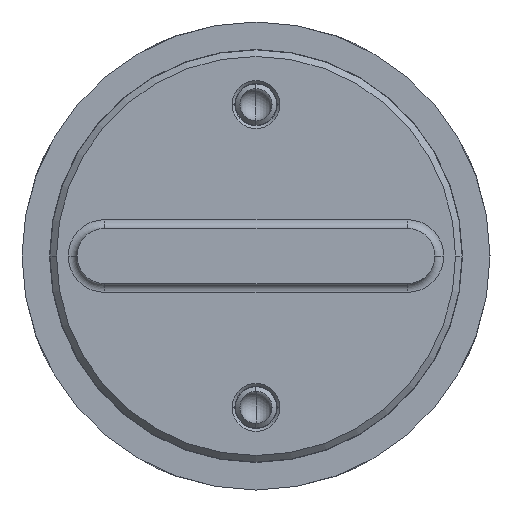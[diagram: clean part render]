
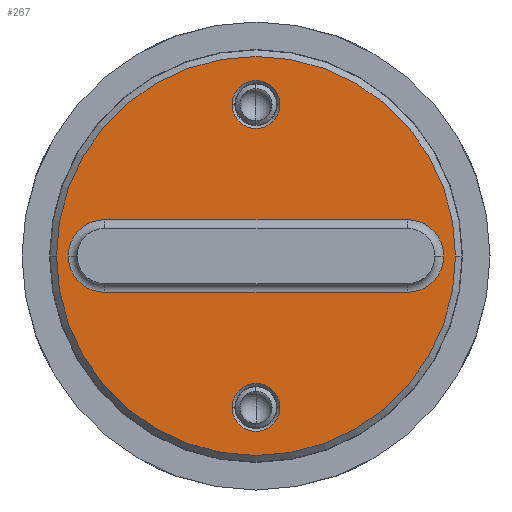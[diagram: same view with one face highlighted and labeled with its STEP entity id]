
A CAD part, left-side view. The second image highlights one B-rep face of the part: STEP entity #267.
In plain terms, the highlighted planar face has unit normal (-1, 0, 0).
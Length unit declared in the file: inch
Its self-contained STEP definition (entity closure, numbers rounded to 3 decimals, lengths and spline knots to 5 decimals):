
#267 = ADVANCED_FACE ( 'NONE', ( #14111, #14291, #2427, #9850 ), #6693, .F. ) ;
#495 = EDGE_CURVE ( 'NONE', #8077, #5694, #13380, .T. ) ;
#747 = CIRCLE ( 'NONE', #17100, 0.10875 ) ;
#1057 = EDGE_CURVE ( 'NONE', #18520, #12563, #6106, .T. ) ;
#1063 = ORIENTED_EDGE ( 'NONE', *, *, #1203, .T. ) ;
#1082 = CIRCLE ( 'NONE', #8667, 0.906 ) ;
#1097 = DIRECTION ( 'NONE',  ( 0., 0., -1. ) ) ;
#1203 = EDGE_CURVE ( 'NONE', #9921, #13403, #15906, .T. ) ;
#1406 = EDGE_CURVE ( 'NONE', #5694, #8077, #9490, .T. ) ;
#1485 = LINE ( 'NONE', #7464, #16173 ) ;
#1654 = EDGE_LOOP ( 'NONE', ( #3078, #17869, #1063, #17362, #13692, #17298 ) ) ;
#1709 = AXIS2_PLACEMENT_3D ( 'NONE', #3002, #7653, #17612 ) ;
#1771 = CARTESIAN_POINT ( 'NONE',  ( -0.438, 0., -0.8525 ) ) ;
#2004 = DIRECTION ( 'NONE',  ( -1., 0., 0. ) ) ;
#2405 = ORIENTED_EDGE ( 'NONE', *, *, #14681, .T. ) ;
#2427 = FACE_BOUND ( 'NONE', #12038, .T. ) ;
#2764 = AXIS2_PLACEMENT_3D ( 'NONE', #7257, #5716, #10228 ) ;
#2765 = VERTEX_POINT ( 'NONE', #9304 ) ;
#3002 = CARTESIAN_POINT ( 'NONE',  ( -0.438, 0., -0.6875 ) ) ;
#3078 = ORIENTED_EDGE ( 'NONE', *, *, #6996, .T. ) ;
#3079 = AXIS2_PLACEMENT_3D ( 'NONE', #10330, #4421, #7537 ) ;
#3124 = CIRCLE ( 'NONE', #11334, 0.165 ) ;
#3849 = VERTEX_POINT ( 'NONE', #17800 ) ;
#3900 = ORIENTED_EDGE ( 'NONE', *, *, #5484, .F. ) ;
#3984 = DIRECTION ( 'NONE',  ( -1., 0., 0. ) ) ;
#4017 = AXIS2_PLACEMENT_3D ( 'NONE', #13517, #16447, #10864 ) ;
#4077 = CARTESIAN_POINT ( 'NONE',  ( -0.438, -0.6875, 0.10875 ) ) ;
#4289 = CARTESIAN_POINT ( 'NONE',  ( -0.438, -0.6875, 0. ) ) ;
#4332 = DIRECTION ( 'NONE',  ( 0., 0., -1. ) ) ;
#4421 = DIRECTION ( 'NONE',  ( -1., 0., 0. ) ) ;
#4429 = ORIENTED_EDGE ( 'NONE', *, *, #1406, .F. ) ;
#4432 = CIRCLE ( 'NONE', #10512, 0.165 ) ;
#4577 = DIRECTION ( 'NONE',  ( 0., 0., 1. ) ) ;
#5225 = CARTESIAN_POINT ( 'NONE',  ( -0.438, 0., -0.6875 ) ) ;
#5271 = CARTESIAN_POINT ( 'NONE',  ( -0.438, 0., 0. ) ) ;
#5484 = EDGE_CURVE ( 'NONE', #12563, #18520, #747, .T. ) ;
#5503 = VECTOR ( 'NONE', #6487, 39.37008 ) ;
#5691 = EDGE_CURVE ( 'NONE', #15181, #12428, #8653, .T. ) ;
#5694 = VERTEX_POINT ( 'NONE', #4077 ) ;
#5716 = DIRECTION ( 'NONE',  ( 1., 0., 0. ) ) ;
#6106 = CIRCLE ( 'NONE', #3079, 0.10875 ) ;
#6365 = CARTESIAN_POINT ( 'NONE',  ( -0.438, 0.6875, 0. ) ) ;
#6462 = DIRECTION ( 'NONE',  ( 1., 0., 0. ) ) ;
#6487 = DIRECTION ( 'NONE',  ( 0., 0., 1. ) ) ;
#6638 = EDGE_CURVE ( 'NONE', #6960, #9921, #4432, .T. ) ;
#6693 = PLANE ( 'NONE',  #18072 ) ;
#6960 = VERTEX_POINT ( 'NONE', #1771 ) ;
#6996 = EDGE_CURVE ( 'NONE', #12050, #6960, #9920, .T. ) ;
#7179 = DIRECTION ( 'NONE',  ( 0., 0., -1. ) ) ;
#7257 = CARTESIAN_POINT ( 'NONE',  ( -0.438, 0., 0.6875 ) ) ;
#7464 = CARTESIAN_POINT ( 'NONE',  ( -0.438, -0.165, 0. ) ) ;
#7537 = DIRECTION ( 'NONE',  ( 0., 0., 1. ) ) ;
#7653 = DIRECTION ( 'NONE',  ( 1., 0., 0. ) ) ;
#8047 = DIRECTION ( 'NONE',  ( 0., 0., -1. ) ) ;
#8077 = VERTEX_POINT ( 'NONE', #17016 ) ;
#8184 = DIRECTION ( 'NONE',  ( 0., 0., -1. ) ) ;
#8241 = DIRECTION ( 'NONE',  ( -1., 0., 0. ) ) ;
#8653 = CIRCLE ( 'NONE', #11383, 0.906 ) ;
#8667 = AXIS2_PLACEMENT_3D ( 'NONE', #13947, #8241, #8047 ) ;
#9304 = CARTESIAN_POINT ( 'NONE',  ( -0.438, 0., 0.8525 ) ) ;
#9490 = CIRCLE ( 'NONE', #4017, 0.10875 ) ;
#9850 = FACE_OUTER_BOUND ( 'NONE', #12631, .T. ) ;
#9920 = CIRCLE ( 'NONE', #1709, 0.165 ) ;
#9921 = VERTEX_POINT ( 'NONE', #12401 ) ;
#10175 = CARTESIAN_POINT ( 'NONE',  ( -0.438, 0.6875, -0.10875 ) ) ;
#10228 = DIRECTION ( 'NONE',  ( 0., 0., -1. ) ) ;
#10330 = CARTESIAN_POINT ( 'NONE',  ( -0.438, 0.6875, 0. ) ) ;
#10512 = AXIS2_PLACEMENT_3D ( 'NONE', #5225, #6462, #8184 ) ;
#10864 = DIRECTION ( 'NONE',  ( 0., 0., 1. ) ) ;
#11080 = DIRECTION ( 'NONE',  ( 1., 0., 0. ) ) ;
#11270 = AXIS2_PLACEMENT_3D ( 'NONE', #4289, #14363, #17373 ) ;
#11297 = CARTESIAN_POINT ( 'NONE',  ( -0.438, -0.165, -0.6875 ) ) ;
#11334 = AXIS2_PLACEMENT_3D ( 'NONE', #15825, #17315, #4332 ) ;
#11383 = AXIS2_PLACEMENT_3D ( 'NONE', #11397, #3984, #12929 ) ;
#11397 = CARTESIAN_POINT ( 'NONE',  ( -0.438, 0., 0. ) ) ;
#11649 = CARTESIAN_POINT ( 'NONE',  ( -0.438, 0., 0.906 ) ) ;
#12038 = EDGE_LOOP ( 'NONE', ( #4429, #16105 ) ) ;
#12050 = VERTEX_POINT ( 'NONE', #11297 ) ;
#12401 = CARTESIAN_POINT ( 'NONE',  ( -0.438, 0.165, -0.6875 ) ) ;
#12428 = VERTEX_POINT ( 'NONE', #13620 ) ;
#12563 = VERTEX_POINT ( 'NONE', #10175 ) ;
#12631 = EDGE_LOOP ( 'NONE', ( #2405, #18131 ) ) ;
#12929 = DIRECTION ( 'NONE',  ( 0., 0., -1. ) ) ;
#13380 = CIRCLE ( 'NONE', #11270, 0.10875 ) ;
#13403 = VERTEX_POINT ( 'NONE', #16521 ) ;
#13517 = CARTESIAN_POINT ( 'NONE',  ( -0.438, -0.6875, 0. ) ) ;
#13620 = CARTESIAN_POINT ( 'NONE',  ( -0.438, 0., -0.906 ) ) ;
#13692 = ORIENTED_EDGE ( 'NONE', *, *, #16067, .T. ) ;
#13817 = CARTESIAN_POINT ( 'NONE',  ( -0.438, 0.165, 0.6875 ) ) ;
#13947 = CARTESIAN_POINT ( 'NONE',  ( -0.438, 0., 0. ) ) ;
#14111 = FACE_BOUND ( 'NONE', #1654, .T. ) ;
#14291 = FACE_BOUND ( 'NONE', #18230, .T. ) ;
#14332 = ORIENTED_EDGE ( 'NONE', *, *, #1057, .F. ) ;
#14363 = DIRECTION ( 'NONE',  ( -1., 0., 0. ) ) ;
#14681 = EDGE_CURVE ( 'NONE', #12428, #15181, #1082, .T. ) ;
#15181 = VERTEX_POINT ( 'NONE', #11649 ) ;
#15225 = CIRCLE ( 'NONE', #2764, 0.165 ) ;
#15825 = CARTESIAN_POINT ( 'NONE',  ( -0.438, 0., 0.6875 ) ) ;
#15906 = LINE ( 'NONE', #13817, #5503 ) ;
#16040 = EDGE_CURVE ( 'NONE', #3849, #12050, #1485, .T. ) ;
#16067 = EDGE_CURVE ( 'NONE', #2765, #3849, #3124, .T. ) ;
#16105 = ORIENTED_EDGE ( 'NONE', *, *, #495, .F. ) ;
#16173 = VECTOR ( 'NONE', #7179, 39.37008 ) ;
#16447 = DIRECTION ( 'NONE',  ( -1., 0., 0. ) ) ;
#16521 = CARTESIAN_POINT ( 'NONE',  ( -0.438, 0.165, 0.6875 ) ) ;
#16574 = CARTESIAN_POINT ( 'NONE',  ( -0.438, 0.6875, 0.10875 ) ) ;
#17016 = CARTESIAN_POINT ( 'NONE',  ( -0.438, -0.6875, -0.10875 ) ) ;
#17100 = AXIS2_PLACEMENT_3D ( 'NONE', #6365, #2004, #4577 ) ;
#17168 = EDGE_CURVE ( 'NONE', #13403, #2765, #15225, .T. ) ;
#17298 = ORIENTED_EDGE ( 'NONE', *, *, #16040, .T. ) ;
#17315 = DIRECTION ( 'NONE',  ( 1., 0., 0. ) ) ;
#17362 = ORIENTED_EDGE ( 'NONE', *, *, #17168, .T. ) ;
#17373 = DIRECTION ( 'NONE',  ( 0., 0., 1. ) ) ;
#17612 = DIRECTION ( 'NONE',  ( 0., 0., -1. ) ) ;
#17800 = CARTESIAN_POINT ( 'NONE',  ( -0.438, -0.165, 0.6875 ) ) ;
#17869 = ORIENTED_EDGE ( 'NONE', *, *, #6638, .T. ) ;
#18072 = AXIS2_PLACEMENT_3D ( 'NONE', #5271, #11080, #1097 ) ;
#18131 = ORIENTED_EDGE ( 'NONE', *, *, #5691, .T. ) ;
#18230 = EDGE_LOOP ( 'NONE', ( #14332, #3900 ) ) ;
#18520 = VERTEX_POINT ( 'NONE', #16574 ) ;
